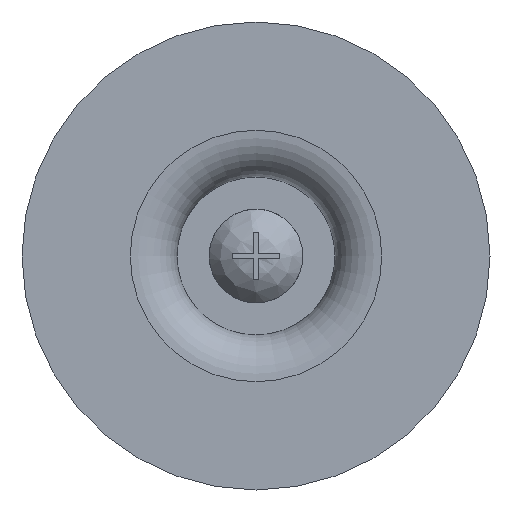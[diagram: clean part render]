
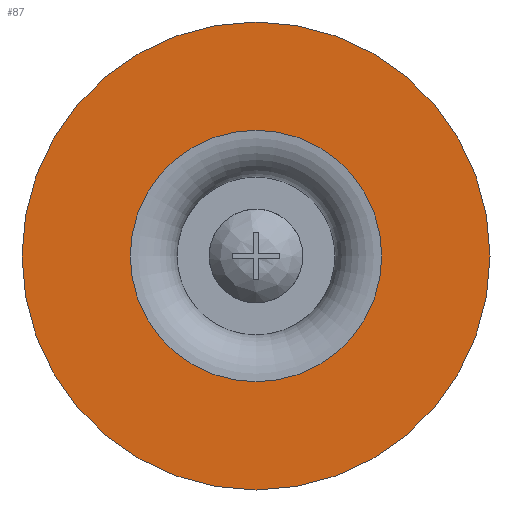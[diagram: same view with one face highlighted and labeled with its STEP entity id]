
A CAD part, front view. The second image highlights one B-rep face of the part: STEP entity #87.
In plain terms, the highlighted planar face has unit normal (0, -1, 0).
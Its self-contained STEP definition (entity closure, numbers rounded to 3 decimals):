
#87 = ADVANCED_FACE( '', ( #205, #206 ), #207, .F. );
#205 = FACE_BOUND( '', #360, .T. );
#206 = FACE_OUTER_BOUND( '', #361, .T. );
#207 = PLANE( '', #362 );
#360 = EDGE_LOOP( '', ( #583 ) );
#361 = EDGE_LOOP( '', ( #584 ) );
#362 = AXIS2_PLACEMENT_3D( '', #585, #586, #587 );
#583 = ORIENTED_EDGE( '', *, *, #908, .F. );
#584 = ORIENTED_EDGE( '', *, *, #909, .T. );
#585 = CARTESIAN_POINT( '', ( 20., 0., 0. ) );
#586 = DIRECTION( '', ( 0., 1., 0. ) );
#587 = DIRECTION( '', ( 0., 0., 1. ) );
#908 = EDGE_CURVE( '', #1067, #1067, #1068, .T. );
#909 = EDGE_CURVE( '', #1069, #1069, #1070, .T. );
#1067 = VERTEX_POINT( '', #1328 );
#1068 = CIRCLE( '', #1329, 10.75 );
#1069 = VERTEX_POINT( '', #1330 );
#1070 = CIRCLE( '', #1331, 20. );
#1328 = CARTESIAN_POINT( '', ( 0., 0., -10.75 ) );
#1329 = AXIS2_PLACEMENT_3D( '', #1615, #1616, #1617 );
#1330 = CARTESIAN_POINT( '', ( 0., 0., -20. ) );
#1331 = AXIS2_PLACEMENT_3D( '', #1618, #1619, #1620 );
#1615 = CARTESIAN_POINT( '', ( 0., 0., 0. ) );
#1616 = DIRECTION( '', ( 0., -1., 0. ) );
#1617 = DIRECTION( '', ( 0., 0., -1. ) );
#1618 = CARTESIAN_POINT( '', ( 0., 0., 0. ) );
#1619 = DIRECTION( '', ( 0., -1., 0. ) );
#1620 = DIRECTION( '', ( 0., 0., -1. ) );
